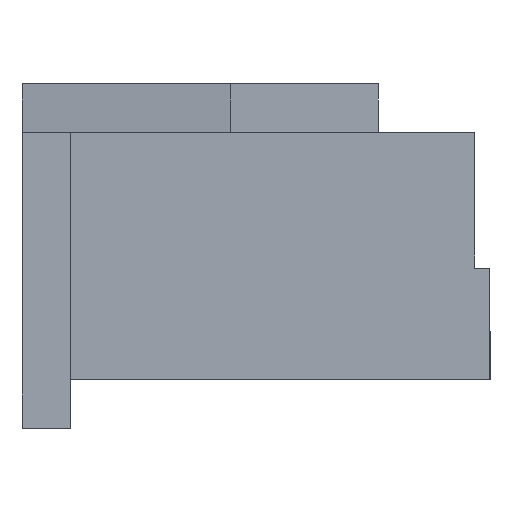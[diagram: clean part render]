
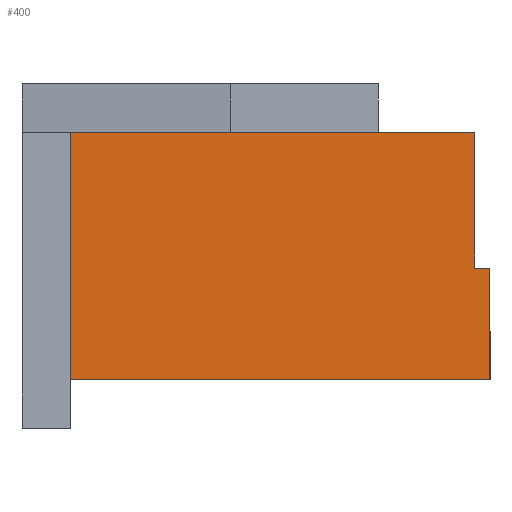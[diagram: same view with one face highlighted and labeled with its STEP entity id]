
A CAD part, left-side view. The second image highlights one B-rep face of the part: STEP entity #400.
In plain terms, the highlighted planar face has unit normal (-1, 0, 0).
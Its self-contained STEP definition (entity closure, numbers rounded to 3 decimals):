
#294 = EDGE_CURVE ( 'NONE', #300, #308, #2012, .T. ) ;
#300 = VERTEX_POINT ( 'NONE', #2059 ) ;
#308 = VERTEX_POINT ( 'NONE', #2044 ) ;
#332 = ORIENTED_EDGE ( 'NONE', *, *, #294, .T. ) ;
#333 = VERTEX_POINT ( 'NONE', #2078 ) ;
#371 = EDGE_CURVE ( 'NONE', #300, #409, #2180, .T. ) ;
#372 = ORIENTED_EDGE ( 'NONE', *, *, #374, .T. ) ;
#374 = EDGE_CURVE ( 'NONE', #308, #333, #2171, .T. ) ;
#379 = EDGE_LOOP ( 'NONE', ( #402, #398, #383, #332, #372, #380 ) ) ;
#380 = ORIENTED_EDGE ( 'NONE', *, *, #384, .F. ) ;
#382 = VERTEX_POINT ( 'NONE', #2228 ) ;
#383 = ORIENTED_EDGE ( 'NONE', *, *, #371, .F. ) ;
#384 = EDGE_CURVE ( 'NONE', #441, #333, #2227, .T. ) ;
#394 = EDGE_CURVE ( 'NONE', #409, #382, #2209, .T. ) ;
#397 = EDGE_CURVE ( 'NONE', #382, #441, #2259, .T. ) ;
#398 = ORIENTED_EDGE ( 'NONE', *, *, #394, .F. ) ;
#400 = ADVANCED_FACE ( 'NONE', ( #2251 ), #2250, .T. ) ;
#402 = ORIENTED_EDGE ( 'NONE', *, *, #397, .F. ) ;
#409 = VERTEX_POINT ( 'NONE', #2312 ) ;
#441 = VERTEX_POINT ( 'NONE', #2327 ) ;
#2009 = DIRECTION ( 'NONE',  ( 0., -1., 0. ) ) ;
#2010 = VECTOR ( 'NONE', #2009, 1000. ) ;
#2011 = CARTESIAN_POINT ( 'NONE',  ( -15.35, 3.875, 0.8 ) ) ;
#2012 = LINE ( 'NONE', #2011, #2010 ) ;
#2044 = CARTESIAN_POINT ( 'NONE',  ( -15.35, -3.875, 0.8 ) ) ;
#2059 = CARTESIAN_POINT ( 'NONE',  ( -15.35, 3.075, 0.8 ) ) ;
#2078 = CARTESIAN_POINT ( 'NONE',  ( -15.35, -3.875, 2.65 ) ) ;
#2168 = DIRECTION ( 'NONE',  ( 0., 0., 1. ) ) ;
#2169 = VECTOR ( 'NONE', #2168, 1000. ) ;
#2170 = CARTESIAN_POINT ( 'NONE',  ( -15.35, -3.875, 0.8 ) ) ;
#2171 = LINE ( 'NONE', #2170, #2169 ) ;
#2177 = DIRECTION ( 'NONE',  ( 0., 0., 1. ) ) ;
#2178 = VECTOR ( 'NONE', #2177, 1000. ) ;
#2179 = CARTESIAN_POINT ( 'NONE',  ( -15.35, 3.075, 0.8 ) ) ;
#2180 = LINE ( 'NONE', #2179, #2178 ) ;
#2206 = DIRECTION ( 'NONE',  ( 0., -1., 0. ) ) ;
#2207 = VECTOR ( 'NONE', #2206, 1000. ) ;
#2208 = CARTESIAN_POINT ( 'NONE',  ( -15.35, 3.875, 4.9 ) ) ;
#2209 = LINE ( 'NONE', #2208, #2207 ) ;
#2224 = DIRECTION ( 'NONE',  ( 0., -1., 0. ) ) ;
#2225 = VECTOR ( 'NONE', #2224, 1000. ) ;
#2226 = CARTESIAN_POINT ( 'NONE',  ( -15.35, 3.875, 2.65 ) ) ;
#2227 = LINE ( 'NONE', #2226, #2225 ) ;
#2228 = CARTESIAN_POINT ( 'NONE',  ( -15.35, -3.625, 4.9 ) ) ;
#2246 = DIRECTION ( 'NONE',  ( 0., 0., 1. ) ) ;
#2247 = DIRECTION ( 'NONE',  ( -1., 0., 0. ) ) ;
#2248 = CARTESIAN_POINT ( 'NONE',  ( -15.35, 3.875, 0.8 ) ) ;
#2249 = AXIS2_PLACEMENT_3D ( 'NONE', #2248, #2247, #2246 ) ;
#2250 = PLANE ( 'NONE',  #2249 ) ;
#2251 = FACE_OUTER_BOUND ( 'NONE', #379, .T. ) ;
#2256 = DIRECTION ( 'NONE',  ( 0., 0., -1. ) ) ;
#2257 = VECTOR ( 'NONE', #2256, 1000. ) ;
#2258 = CARTESIAN_POINT ( 'NONE',  ( -15.35, -3.625, 0.8 ) ) ;
#2259 = LINE ( 'NONE', #2258, #2257 ) ;
#2312 = CARTESIAN_POINT ( 'NONE',  ( -15.35, 3.075, 4.9 ) ) ;
#2327 = CARTESIAN_POINT ( 'NONE',  ( -15.35, -3.625, 2.65 ) ) ;
